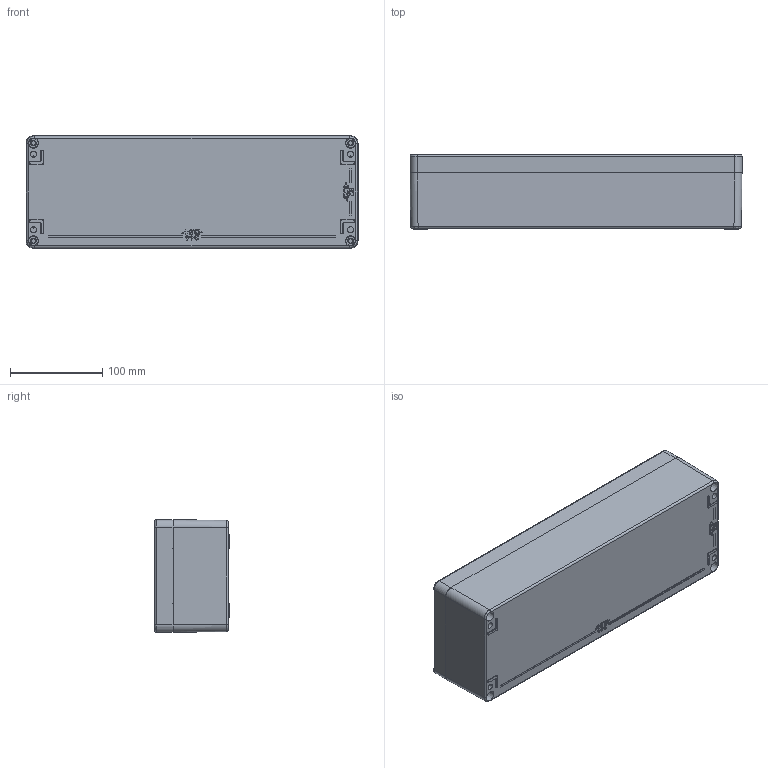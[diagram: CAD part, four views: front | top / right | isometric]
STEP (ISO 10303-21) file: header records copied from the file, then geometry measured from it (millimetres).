
FILE_DESCRIPTION((''),'2;1');
FILE_NAME('4015_CA_360','2022-09-02T12:11:55',('silke.otte'),(''),'CREO PARAMETRIC BY PTC INC, 2018300','CREO PARAMETRIC BY PTC INC, 2018300','');
FILE_SCHEMA(('AUTOMOTIVE_DESIGN { 1 0 10303 214 1 1 1 1 }'));
Products named in the file (11): 9301045000_AF0; 9261018000; 9601393000_ASM; 9601562000_ASM; 9302033000_AF1; 9261116000; 9611156000_ASM; 9611319000_DICHTUNG; 9611319000_ASM; 9261021000; 4015_CA_360
Assembly tree (16 placements, depth 4):
  4015_CA_360
    9601562000_ASM
      9601393000_ASM
        9301045000_AF0
        9261018000  x4
    9611319000_ASM
      9611156000_ASM
        9302033000_AF1
        9261116000
      9611319000_DICHTUNG
    9261021000  x4
Bounding box: 360.15 x 81 x 122.15 mm (x, y, z)
Volume: 734046.4 mm3; surface area: 363590.8 mm2
Topology: 17 solids, 37 shells, 2066 faces, 5442 edges, 3477 vertices
Faces by surface type: plane 1194, cylinder 477, cone 204, bspline 143, torus 47, sphere 1
Entity records: 86816 total; most frequent: CARTESIAN_POINT 28556, ORIENTED_EDGE 8694, DIRECTION 8035, PRESENTATION_STYLE_ASSIGNMENT 4402, STYLED_ITEM 4397, CURVE_STYLE 4378, EDGE_CURVE 4375, VECTOR 2862
